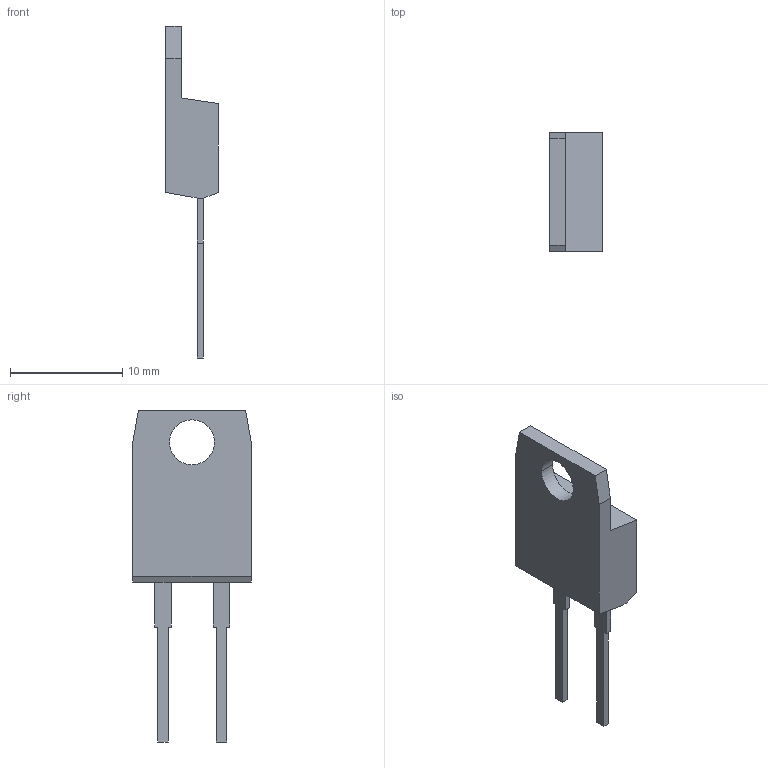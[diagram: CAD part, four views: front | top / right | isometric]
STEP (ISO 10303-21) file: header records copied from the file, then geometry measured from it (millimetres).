
FILE_DESCRIPTION(('CATIA V5 STEP Exchange'),'2;1');
FILE_NAME('TO-220AB_v2.stp','2010-01-20T13:38:41+00:00',('none'),('none'),'CATIA Version 5 Release 18 GA (IN-10)','CATIA V5 STEP AP203','none');
FILE_SCHEMA(('CONFIG_CONTROL_DESIGN'));
Length unit declared in the file: millimetre
Products named in the file (1): TO-220AB
Bounding box: 4.7 x 10.54 x 29.52 mm (x, y, z)
Volume: 513.2 mm3; surface area: 586.5 mm2
Topology: 1 solids, 1 shells, 32 faces, 86 edges, 56 vertices
Faces by surface type: plane 30, cylinder 2
Entity records: 989 total; most frequent: ORIENTED_EDGE 172, CARTESIAN_POINT 168, DIRECTION 136, EDGE_CURVE 86, VECTOR 82, LINE 82, VERTEX_POINT 56, EDGE_LOOP 34
